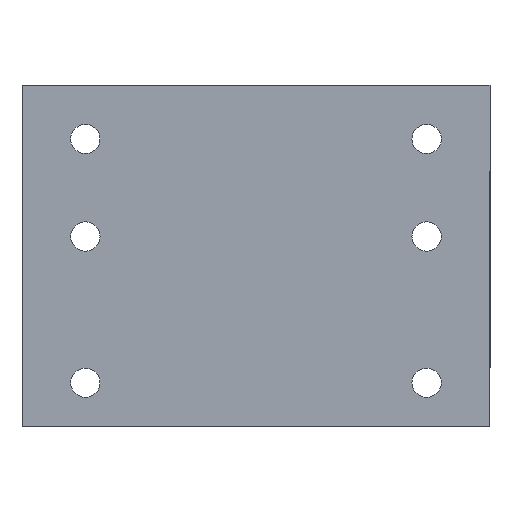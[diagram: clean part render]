
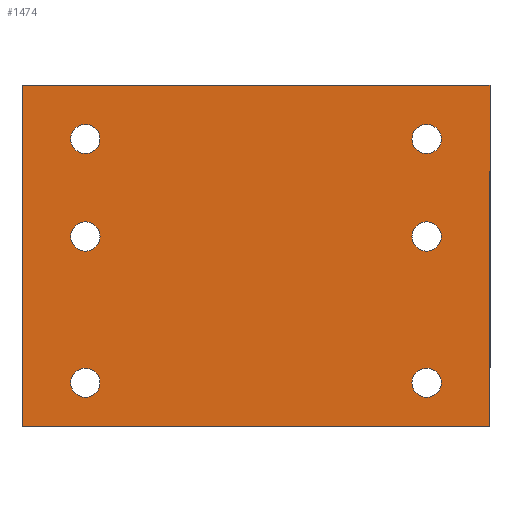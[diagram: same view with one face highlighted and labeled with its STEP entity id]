
A CAD part, front view. The second image highlights one B-rep face of the part: STEP entity #1474.
In plain terms, the highlighted planar face has unit normal (0, -1, 0).
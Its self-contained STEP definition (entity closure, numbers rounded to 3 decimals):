
#13 = ORIENTED_EDGE ( 'NONE', *, *, #482, .T. ) ;
#21 = DIRECTION ( 'NONE',  ( 0., 1., 0. ) ) ;
#31 = VERTEX_POINT ( 'NONE', #1055 ) ;
#37 = ORIENTED_EDGE ( 'NONE', *, *, #98, .T. ) ;
#38 = DIRECTION ( 'NONE',  ( 0., 1., 0. ) ) ;
#42 = CARTESIAN_POINT ( 'NONE',  ( -48.15, 0., -37.79 ) ) ;
#65 = EDGE_CURVE ( 'NONE', #1300, #1096, #392, .T. ) ;
#70 = FACE_BOUND ( 'NONE', #611, .T. ) ;
#74 = AXIS2_PLACEMENT_3D ( 'NONE', #1088, #961, #1644 ) ;
#83 = AXIS2_PLACEMENT_3D ( 'NONE', #944, #984, #1355 ) ;
#97 = CARTESIAN_POINT ( 'NONE',  ( 0., 0., 0. ) ) ;
#98 = EDGE_CURVE ( 'NONE', #1205, #556, #547, .T. ) ;
#128 = VERTEX_POINT ( 'NONE', #1645 ) ;
#137 = EDGE_LOOP ( 'NONE', ( #759, #258 ) ) ;
#143 = CARTESIAN_POINT ( 'NONE',  ( 21.85, 0., -4.79 ) ) ;
#187 = DIRECTION ( 'NONE',  ( 0., 1., 0. ) ) ;
#202 = FACE_BOUND ( 'NONE', #1412, .T. ) ;
#210 = CARTESIAN_POINT ( 'NONE',  ( 21.85, 0., -7.79 ) ) ;
#221 = AXIS2_PLACEMENT_3D ( 'NONE', #143, #1202, #1337 ) ;
#224 = AXIS2_PLACEMENT_3D ( 'NONE', #1230, #1476, #540 ) ;
#230 = CIRCLE ( 'NONE', #888, 3. ) ;
#242 = EDGE_CURVE ( 'NONE', #1632, #1443, #918, .T. ) ;
#243 = CARTESIAN_POINT ( 'NONE',  ( 0., 0., -43.79 ) ) ;
#258 = ORIENTED_EDGE ( 'NONE', *, *, #1740, .T. ) ;
#260 = ORIENTED_EDGE ( 'NONE', *, *, #1361, .T. ) ;
#267 = LINE ( 'NONE', #1506, #1460 ) ;
#298 = CARTESIAN_POINT ( 'NONE',  ( 21.85, 0., -4.79 ) ) ;
#305 = CIRCLE ( 'NONE', #531, 3. ) ;
#322 = EDGE_CURVE ( 'NONE', #558, #597, #230, .T. ) ;
#338 = CARTESIAN_POINT ( 'NONE',  ( -61.15, 0., 0. ) ) ;
#360 = FACE_BOUND ( 'NONE', #1261, .T. ) ;
#371 = FACE_BOUND ( 'NONE', #1162, .T. ) ;
#384 = ORIENTED_EDGE ( 'NONE', *, *, #915, .F. ) ;
#386 = CARTESIAN_POINT ( 'NONE',  ( -48.15, 0., 15.21 ) ) ;
#392 = CIRCLE ( 'NONE', #224, 3. ) ;
#425 = VECTOR ( 'NONE', #885, 1000. ) ;
#432 = DIRECTION ( 'NONE',  ( 0., 0., 1. ) ) ;
#439 = DIRECTION ( 'NONE',  ( 0., 0., 1. ) ) ;
#443 = CARTESIAN_POINT ( 'NONE',  ( 21.85, 0., 15.21 ) ) ;
#449 = CARTESIAN_POINT ( 'NONE',  ( -48.15, 0., -4.79 ) ) ;
#455 = CIRCLE ( 'NONE', #1661, 3. ) ;
#462 = EDGE_CURVE ( 'NONE', #597, #558, #823, .T. ) ;
#472 = CARTESIAN_POINT ( 'NONE',  ( 21.85, 0., -1.79 ) ) ;
#473 = EDGE_CURVE ( 'NONE', #128, #1205, #814, .T. ) ;
#482 = EDGE_CURVE ( 'NONE', #1649, #31, #628, .T. ) ;
#489 = CARTESIAN_POINT ( 'NONE',  ( -48.15, 0., -31.79 ) ) ;
#520 = VERTEX_POINT ( 'NONE', #1501 ) ;
#527 = CARTESIAN_POINT ( 'NONE',  ( 34.85, 0., 0. ) ) ;
#531 = AXIS2_PLACEMENT_3D ( 'NONE', #1251, #38, #1650 ) ;
#539 = CIRCLE ( 'NONE', #998, 3. ) ;
#540 = DIRECTION ( 'NONE',  ( 0., 0., 1. ) ) ;
#544 = DIRECTION ( 'NONE',  ( 1., 0., 0. ) ) ;
#547 = LINE ( 'NONE', #527, #622 ) ;
#556 = VERTEX_POINT ( 'NONE', #614 ) ;
#557 = CARTESIAN_POINT ( 'NONE',  ( -48.15, 0., -1.79 ) ) ;
#558 = VERTEX_POINT ( 'NONE', #1688 ) ;
#561 = VERTEX_POINT ( 'NONE', #472 ) ;
#597 = VERTEX_POINT ( 'NONE', #1268 ) ;
#599 = DIRECTION ( 'NONE',  ( 0., 0., 1. ) ) ;
#610 = DIRECTION ( 'NONE',  ( 0., 0., 1. ) ) ;
#611 = EDGE_LOOP ( 'NONE', ( #755, #1663 ) ) ;
#614 = CARTESIAN_POINT ( 'NONE',  ( 34.85, 0., 26.21 ) ) ;
#622 = VECTOR ( 'NONE', #1495, 1000. ) ;
#628 = CIRCLE ( 'NONE', #1464, 3. ) ;
#636 = EDGE_CURVE ( 'NONE', #1443, #1632, #1657, .T. ) ;
#653 = DIRECTION ( 'NONE',  ( 0., 0., 1. ) ) ;
#658 = ORIENTED_EDGE ( 'NONE', *, *, #1059, .F. ) ;
#666 = ORIENTED_EDGE ( 'NONE', *, *, #1608, .T. ) ;
#680 = EDGE_LOOP ( 'NONE', ( #1115, #906 ) ) ;
#710 = DIRECTION ( 'NONE',  ( 0., 1., 0. ) ) ;
#726 = ORIENTED_EDGE ( 'NONE', *, *, #473, .T. ) ;
#733 = CIRCLE ( 'NONE', #1482, 3. ) ;
#753 = CARTESIAN_POINT ( 'NONE',  ( 21.85, 0., -34.79 ) ) ;
#755 = ORIENTED_EDGE ( 'NONE', *, *, #462, .T. ) ;
#759 = ORIENTED_EDGE ( 'NONE', *, *, #65, .T. ) ;
#782 = DIRECTION ( 'NONE',  ( 0., 0., 1. ) ) ;
#796 = VERTEX_POINT ( 'NONE', #1344 ) ;
#814 = LINE ( 'NONE', #243, #1200 ) ;
#823 = CIRCLE ( 'NONE', #83, 3. ) ;
#884 = ORIENTED_EDGE ( 'NONE', *, *, #1706, .T. ) ;
#885 = DIRECTION ( 'NONE',  ( 0., 0., 1. ) ) ;
#888 = AXIS2_PLACEMENT_3D ( 'NONE', #753, #1021, #1719 ) ;
#890 = VERTEX_POINT ( 'NONE', #557 ) ;
#906 = ORIENTED_EDGE ( 'NONE', *, *, #636, .T. ) ;
#909 = FACE_OUTER_BOUND ( 'NONE', #1592, .T. ) ;
#915 = EDGE_CURVE ( 'NONE', #520, #556, #267, .T. ) ;
#918 = CIRCLE ( 'NONE', #1052, 3. ) ;
#944 = CARTESIAN_POINT ( 'NONE',  ( 21.85, 0., -34.79 ) ) ;
#961 = DIRECTION ( 'NONE',  ( 0., 1., 0. ) ) ;
#984 = DIRECTION ( 'NONE',  ( 0., 1., 0. ) ) ;
#998 = AXIS2_PLACEMENT_3D ( 'NONE', #449, #710, #432 ) ;
#1004 = ORIENTED_EDGE ( 'NONE', *, *, #1351, .T. ) ;
#1021 = DIRECTION ( 'NONE',  ( 0., 1., 0. ) ) ;
#1044 = FACE_BOUND ( 'NONE', #680, .T. ) ;
#1052 = AXIS2_PLACEMENT_3D ( 'NONE', #1413, #21, #439 ) ;
#1055 = CARTESIAN_POINT ( 'NONE',  ( -48.15, 0., 18.21 ) ) ;
#1059 = EDGE_CURVE ( 'NONE', #128, #520, #1289, .T. ) ;
#1079 = DIRECTION ( 'NONE',  ( 0., 1., 0. ) ) ;
#1088 = CARTESIAN_POINT ( 'NONE',  ( -48.15, 0., 15.21 ) ) ;
#1096 = VERTEX_POINT ( 'NONE', #489 ) ;
#1115 = ORIENTED_EDGE ( 'NONE', *, *, #242, .T. ) ;
#1117 = DIRECTION ( 'NONE',  ( 0., 0., 1. ) ) ;
#1130 = CIRCLE ( 'NONE', #74, 3. ) ;
#1138 = DIRECTION ( 'NONE',  ( 0., 1., 0. ) ) ;
#1162 = EDGE_LOOP ( 'NONE', ( #13, #884 ) ) ;
#1165 = PLANE ( 'NONE',  #1392 ) ;
#1173 = ORIENTED_EDGE ( 'NONE', *, *, #1538, .T. ) ;
#1183 = CARTESIAN_POINT ( 'NONE',  ( -48.15, 0., -4.79 ) ) ;
#1200 = VECTOR ( 'NONE', #1764, 1000. ) ;
#1202 = DIRECTION ( 'NONE',  ( 0., 1., 0. ) ) ;
#1205 = VERTEX_POINT ( 'NONE', #1237 ) ;
#1230 = CARTESIAN_POINT ( 'NONE',  ( -48.15, 0., -34.79 ) ) ;
#1237 = CARTESIAN_POINT ( 'NONE',  ( 34.85, 0., -43.79 ) ) ;
#1251 = CARTESIAN_POINT ( 'NONE',  ( -48.15, 0., -34.79 ) ) ;
#1261 = EDGE_LOOP ( 'NONE', ( #666, #260 ) ) ;
#1268 = CARTESIAN_POINT ( 'NONE',  ( 21.85, 0., -37.79 ) ) ;
#1289 = LINE ( 'NONE', #338, #425 ) ;
#1300 = VERTEX_POINT ( 'NONE', #42 ) ;
#1330 = DIRECTION ( 'NONE',  ( 0., 1., 0. ) ) ;
#1337 = DIRECTION ( 'NONE',  ( 0., 0., 1. ) ) ;
#1344 = CARTESIAN_POINT ( 'NONE',  ( -48.15, 0., -7.79 ) ) ;
#1351 = EDGE_CURVE ( 'NONE', #890, #796, #539, .T. ) ;
#1355 = DIRECTION ( 'NONE',  ( 0., 0., 1. ) ) ;
#1361 = EDGE_CURVE ( 'NONE', #561, #1505, #455, .T. ) ;
#1364 = CARTESIAN_POINT ( 'NONE',  ( -48.15, 0., 12.21 ) ) ;
#1370 = AXIS2_PLACEMENT_3D ( 'NONE', #443, #187, #599 ) ;
#1392 = AXIS2_PLACEMENT_3D ( 'NONE', #97, #1330, #610 ) ;
#1412 = EDGE_LOOP ( 'NONE', ( #1173, #1004 ) ) ;
#1413 = CARTESIAN_POINT ( 'NONE',  ( 21.85, 0., 15.21 ) ) ;
#1441 = FACE_BOUND ( 'NONE', #137, .T. ) ;
#1443 = VERTEX_POINT ( 'NONE', #1709 ) ;
#1460 = VECTOR ( 'NONE', #544, 1000. ) ;
#1464 = AXIS2_PLACEMENT_3D ( 'NONE', #386, #1079, #653 ) ;
#1474 = ADVANCED_FACE ( 'NONE', ( #360, #202, #1044, #371, #70, #1441, #909 ), #1165, .F. ) ;
#1476 = DIRECTION ( 'NONE',  ( 0., 1., 0. ) ) ;
#1482 = AXIS2_PLACEMENT_3D ( 'NONE', #1183, #1736, #782 ) ;
#1495 = DIRECTION ( 'NONE',  ( 0., 0., 1. ) ) ;
#1501 = CARTESIAN_POINT ( 'NONE',  ( -61.15, 0., 26.21 ) ) ;
#1505 = VERTEX_POINT ( 'NONE', #210 ) ;
#1506 = CARTESIAN_POINT ( 'NONE',  ( 0., 0., 26.21 ) ) ;
#1538 = EDGE_CURVE ( 'NONE', #796, #890, #733, .T. ) ;
#1592 = EDGE_LOOP ( 'NONE', ( #37, #384, #658, #726 ) ) ;
#1608 = EDGE_CURVE ( 'NONE', #1505, #561, #1684, .T. ) ;
#1632 = VERTEX_POINT ( 'NONE', #1784 ) ;
#1644 = DIRECTION ( 'NONE',  ( 0., 0., 1. ) ) ;
#1645 = CARTESIAN_POINT ( 'NONE',  ( -61.15, 0., -43.79 ) ) ;
#1649 = VERTEX_POINT ( 'NONE', #1364 ) ;
#1650 = DIRECTION ( 'NONE',  ( 0., 0., 1. ) ) ;
#1657 = CIRCLE ( 'NONE', #1370, 3. ) ;
#1661 = AXIS2_PLACEMENT_3D ( 'NONE', #298, #1138, #1117 ) ;
#1663 = ORIENTED_EDGE ( 'NONE', *, *, #322, .T. ) ;
#1684 = CIRCLE ( 'NONE', #221, 3. ) ;
#1688 = CARTESIAN_POINT ( 'NONE',  ( 21.85, 0., -31.79 ) ) ;
#1706 = EDGE_CURVE ( 'NONE', #31, #1649, #1130, .T. ) ;
#1709 = CARTESIAN_POINT ( 'NONE',  ( 21.85, 0., 18.21 ) ) ;
#1719 = DIRECTION ( 'NONE',  ( 0., 0., 1. ) ) ;
#1736 = DIRECTION ( 'NONE',  ( 0., 1., 0. ) ) ;
#1740 = EDGE_CURVE ( 'NONE', #1096, #1300, #305, .T. ) ;
#1764 = DIRECTION ( 'NONE',  ( 1., 0., 0. ) ) ;
#1784 = CARTESIAN_POINT ( 'NONE',  ( 21.85, 0., 12.21 ) ) ;
